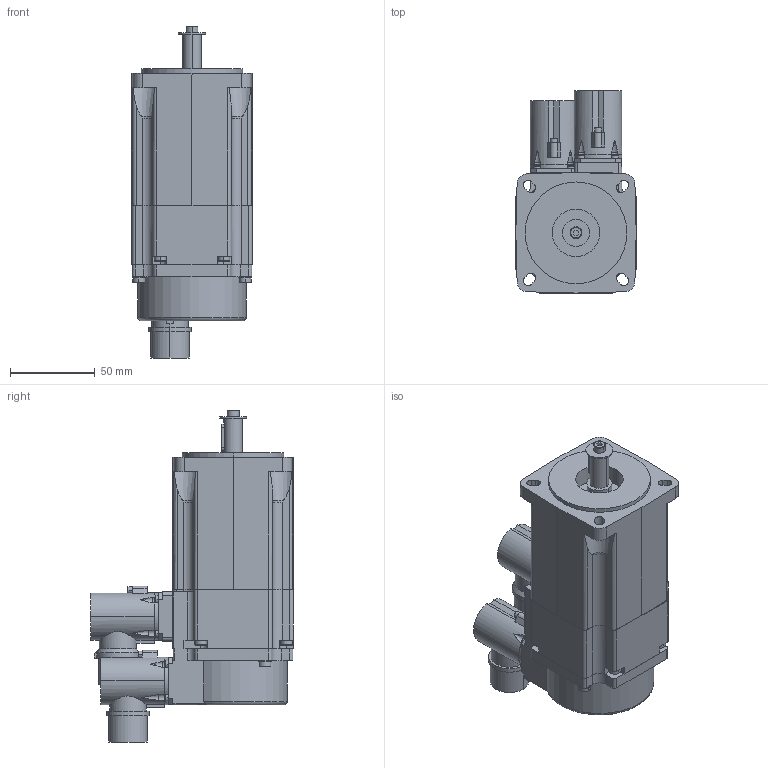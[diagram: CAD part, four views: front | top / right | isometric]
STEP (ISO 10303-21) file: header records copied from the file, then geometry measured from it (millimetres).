
FILE_DESCRIPTION((''),'2;1');
FILE_NAME('servomotor_nx310eap7001','2005-06-13T',(''),('Trace Parts SA'),'PRO/ENGINEER BY PARAMETRIC TECHNOLOGY CORPORATION, Y2K Compliant','PRO/ENGINEER BY PARAMETRIC TECHNOLOGY CORPORATION, Y2K Compliant','');
FILE_SCHEMA(('CONFIG_CONTROL_DESIGN'));
Length unit declared in the file: millimetre
Products named in the file (6): SERVOMOTOR_NX310EAP7001_01; SERVOMOTOR_NX310EAP7001_02; SERVOMOTOR_NX310EAP7001_03; SERVOMOTOR_NX310EAP7001_04; SERVOMOTOR_NX310EAP7001_05; servomotor_nx310eap7001
Assembly tree (5 placements, depth 2):
  servomotor_nx310eap7001
    SERVOMOTOR_NX310EAP7001_01
    SERVOMOTOR_NX310EAP7001_02
    SERVOMOTOR_NX310EAP7001_03
    SERVOMOTOR_NX310EAP7001_04
    SERVOMOTOR_NX310EAP7001_05
Bounding box: 71 x 119.5 x 195.8 mm (x, y, z)
Volume: 698534.2 mm3; surface area: 72472.5 mm2
Topology: 5 solids, 5 shells, 926 faces, 2520 edges, 1624 vertices
Faces by surface type: cylinder 472, plane 307, cone 94, torus 33, bspline 20
Entity records: 34666 total; most frequent: CARTESIAN_POINT 11182, DIRECTION 4969, ORIENTED_EDGE 4960, EDGE_CURVE 2480, AXIS2_PLACEMENT_3D 1960, VERTEX_POINT 1624, VECTOR 1049, LINE 1049
